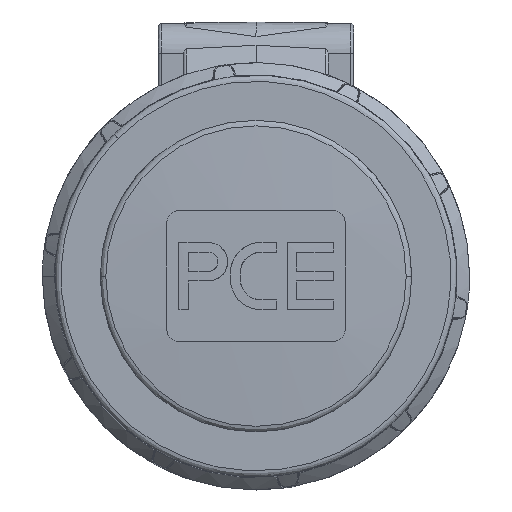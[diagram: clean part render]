
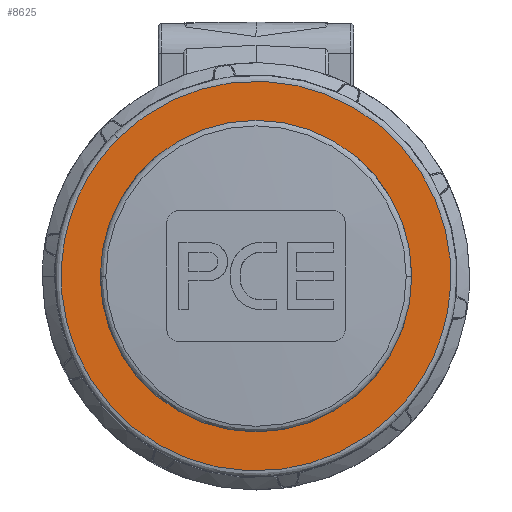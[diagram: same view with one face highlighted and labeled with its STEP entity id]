
A CAD part, top view. The second image highlights one B-rep face of the part: STEP entity #8625.
In plain terms, the highlighted planar face has unit normal (0, 0, 1).
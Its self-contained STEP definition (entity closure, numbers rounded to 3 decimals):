
#4046 = CARTESIAN_POINT ( 'NONE',  ( -22.884, 22.884, 48.7 ) ) ;
#5476 = AXIS2_PLACEMENT_3D ( 'NONE', #38310, #16016, #41916 ) ;
#5918 = FACE_OUTER_BOUND ( 'NONE', #22823, .T. ) ;
#6734 = EDGE_CURVE ( 'NONE', #40199, #7893, #10206, .T. ) ;
#7893 = VERTEX_POINT ( 'NONE', #9531 ) ;
#8625 = ADVANCED_FACE ( 'NONE', ( #5918, #16075 ), #43459, .T. ) ;
#9531 = CARTESIAN_POINT ( 'NONE',  ( 25.875, 0., 48.7 ) ) ;
#9987 = VERTEX_POINT ( 'NONE', #4046 ) ;
#10206 = CIRCLE ( 'NONE', #32469, 25.875 ) ;
#13580 = CARTESIAN_POINT ( 'NONE',  ( 22.884, -22.884, 48.7 ) ) ;
#14238 = AXIS2_PLACEMENT_3D ( 'NONE', #43047, #42943, #42934 ) ;
#15415 = ORIENTED_EDGE ( 'NONE', *, *, #41156, .F. ) ;
#16016 = DIRECTION ( 'NONE',  ( 0., 0., -1. ) ) ;
#16075 = FACE_BOUND ( 'NONE', #34489, .T. ) ;
#16822 = VERTEX_POINT ( 'NONE', #34548 ) ;
#18428 = CARTESIAN_POINT ( 'NONE',  ( -22.884, 22.884, 48.7 ) ) ;
#19340 = CARTESIAN_POINT ( 'NONE',  ( -25.875, 0., 48.7 ) ) ;
#22115 = CARTESIAN_POINT ( 'NONE',  ( 22.884, -22.884, 48.7 ) ) ;
#22621 = EDGE_CURVE ( 'NONE', #7893, #40199, #33588, .T. ) ;
#22823 = EDGE_LOOP ( 'NONE', ( #15415, #35173 ) ) ;
#24816 = CARTESIAN_POINT ( 'NONE',  ( 22.884, 68.652, 48.7 ) ) ;
#25744 = ORIENTED_EDGE ( 'NONE', *, *, #6734, .T. ) ;
#28132 = ORIENTED_EDGE ( 'NONE', *, *, #22621, .T. ) ;
#29612 =( BOUNDED_CURVE ( )  B_SPLINE_CURVE ( 3, ( #22115, #37048, #40595, #18428 ),
 .UNSPECIFIED., .F., .T. ) 
 B_SPLINE_CURVE_WITH_KNOTS ( ( 4, 4 ),
 ( 0., 1. ),
 .UNSPECIFIED. ) 
 CURVE ( )  GEOMETRIC_REPRESENTATION_ITEM ( )  RATIONAL_B_SPLINE_CURVE ( ( 1., 0.333, 0.333, 1. ) ) 
 REPRESENTATION_ITEM ( '' )  );
#31527 = CARTESIAN_POINT ( 'NONE',  ( -22.884, 22.884, 48.7 ) ) ;
#32469 = AXIS2_PLACEMENT_3D ( 'NONE', #36134, #36087, #36029 ) ;
#33588 = CIRCLE ( 'NONE', #5476, 25.875 ) ;
#34489 = EDGE_LOOP ( 'NONE', ( #25744, #28132 ) ) ;
#34548 = CARTESIAN_POINT ( 'NONE',  ( 22.884, -22.884, 48.7 ) ) ;
#35173 = ORIENTED_EDGE ( 'NONE', *, *, #39082, .F. ) ;
#36029 = DIRECTION ( 'NONE',  ( -1., 0., 0. ) ) ;
#36038 = CARTESIAN_POINT ( 'NONE',  ( 68.652, 22.884, 48.7 ) ) ;
#36087 = DIRECTION ( 'NONE',  ( 0., 0., -1. ) ) ;
#36134 = CARTESIAN_POINT ( 'NONE',  ( 0., 0., 48.7 ) ) ;
#37048 = CARTESIAN_POINT ( 'NONE',  ( -22.884, -68.652, 48.7 ) ) ;
#37520 =( BOUNDED_CURVE ( )  B_SPLINE_CURVE ( 3, ( #31527, #24816, #36038, #13580 ),
 .UNSPECIFIED., .F., .T. ) 
 B_SPLINE_CURVE_WITH_KNOTS ( ( 4, 4 ),
 ( 0., 1. ),
 .UNSPECIFIED. ) 
 CURVE ( )  GEOMETRIC_REPRESENTATION_ITEM ( )  RATIONAL_B_SPLINE_CURVE ( ( 1., 0.333, 0.333, 1. ) ) 
 REPRESENTATION_ITEM ( '' )  );
#38310 = CARTESIAN_POINT ( 'NONE',  ( 0., 0., 48.7 ) ) ;
#39082 = EDGE_CURVE ( 'NONE', #16822, #9987, #29612, .T. ) ;
#40199 = VERTEX_POINT ( 'NONE', #19340 ) ;
#40595 = CARTESIAN_POINT ( 'NONE',  ( -68.652, -22.884, 48.7 ) ) ;
#41156 = EDGE_CURVE ( 'NONE', #9987, #16822, #37520, .T. ) ;
#41916 = DIRECTION ( 'NONE',  ( -1., 0., 0. ) ) ;
#42934 = DIRECTION ( 'NONE',  ( 1., 0., 0. ) ) ;
#42943 = DIRECTION ( 'NONE',  ( 0., 0., 1. ) ) ;
#43047 = CARTESIAN_POINT ( 'NONE',  ( 17.924, 17.924, 48.7 ) ) ;
#43459 = PLANE ( 'NONE',  #14238 ) ;
